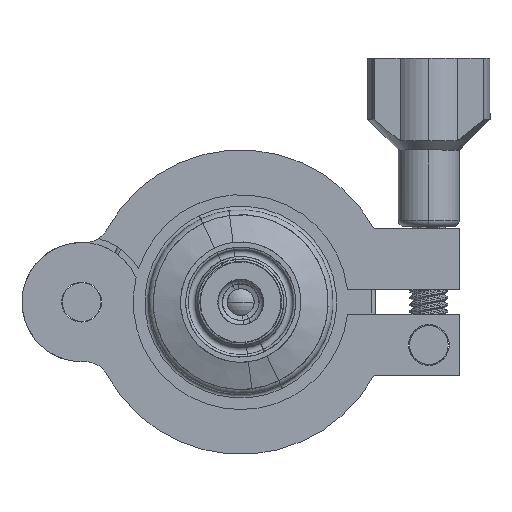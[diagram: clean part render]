
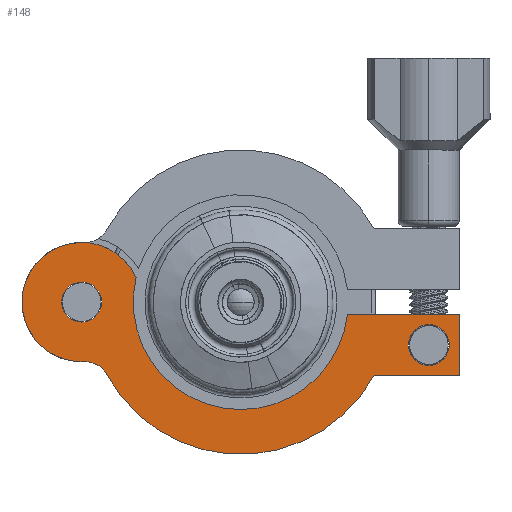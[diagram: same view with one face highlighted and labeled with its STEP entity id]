
A CAD part, front view. The second image highlights one B-rep face of the part: STEP entity #148.
In plain terms, the highlighted face is planar.
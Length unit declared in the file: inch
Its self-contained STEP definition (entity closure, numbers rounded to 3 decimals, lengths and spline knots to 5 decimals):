
#148 = ADVANCED_FACE ( 'NONE', ( #17024, #21779, #11687 ), #4254, .T. ) ;
#169 = CARTESIAN_POINT ( 'NONE',  ( -1.4629, 0., 0.3735 ) ) ;
#552 = CARTESIAN_POINT ( 'NONE',  ( 1.7875, -0.37813, 0.3735 ) ) ;
#651 = CARTESIAN_POINT ( 'NONE',  ( -1.09415, -0.59193, 0.3735 ) ) ;
#810 = EDGE_LOOP ( 'NONE', ( #5924, #1354 ) ) ;
#931 = AXIS2_PLACEMENT_3D ( 'NONE', #3473, #15958, #5235 ) ;
#1223 = CARTESIAN_POINT ( 'NONE',  ( 1.08974, -0.6, 0.3735 ) ) ;
#1354 = ORIENTED_EDGE ( 'NONE', *, *, #11900, .F. ) ;
#1415 = CARTESIAN_POINT ( 'NONE',  ( -0.85492, 0.2, 0.3735 ) ) ;
#1759 = EDGE_CURVE ( 'NONE', #17561, #5020, #3810, .T. ) ;
#2060 = EDGE_CURVE ( 'NONE', #8564, #7730, #21967, .T. ) ;
#2159 = AXIS2_PLACEMENT_3D ( 'NONE', #20207, #9481, #22017 ) ;
#2622 = AXIS2_PLACEMENT_3D ( 'NONE', #21238, #10487, #22998 ) ;
#2684 = VERTEX_POINT ( 'NONE', #651 ) ;
#2847 = CARTESIAN_POINT ( 'NONE',  ( -0.01073, -0.6, 0.3735 ) ) ;
#2860 = DIRECTION ( 'NONE',  ( 0., 0., 1. ) ) ;
#3143 = CARTESIAN_POINT ( 'NONE',  ( 1.70417, -0.35, 0.3735 ) ) ;
#3237 = VECTOR ( 'NONE', #13494, 39.37008 ) ;
#3243 = EDGE_CURVE ( 'NONE', #8429, #9300, #8748, .T. ) ;
#3473 = CARTESIAN_POINT ( 'NONE',  ( -1.29976, 0., 0.3735 ) ) ;
#3699 = CARTESIAN_POINT ( 'NONE',  ( -1.29976, 0., 0.3735 ) ) ;
#3797 = LINE ( 'NONE', #2847, #3237 ) ;
#3810 = CIRCLE ( 'NONE', #2622, 0.48774 ) ;
#4054 = AXIS2_PLACEMENT_3D ( 'NONE', #8126, #20644, #9897 ) ;
#4254 = PLANE ( 'NONE',  #7694 ) ;
#4465 = EDGE_CURVE ( 'NONE', #2684, #15645, #7599, .T. ) ;
#4768 = CIRCLE ( 'NONE', #5997, 0.48774 ) ;
#5020 = VERTEX_POINT ( 'NONE', #20655 ) ;
#5235 = DIRECTION ( 'NONE',  ( -1., 0., 0. ) ) ;
#5248 = CARTESIAN_POINT ( 'NONE',  ( 1.5375, -0.35, 0.3735 ) ) ;
#5451 = DIRECTION ( 'NONE',  ( -1., 0., 0. ) ) ;
#5482 = CARTESIAN_POINT ( 'NONE',  ( -1.13663, 0., 0.3735 ) ) ;
#5924 = ORIENTED_EDGE ( 'NONE', *, *, #16810, .F. ) ;
#5997 = AXIS2_PLACEMENT_3D ( 'NONE', #3699, #16191, #5451 ) ;
#6029 = CARTESIAN_POINT ( 'NONE',  ( -1.80895, -1.25439, 0.3735 ) ) ;
#6284 = DIRECTION ( 'NONE',  ( 0., 0., -1. ) ) ;
#6414 = VECTOR ( 'NONE', #20653, 39.37008 ) ;
#6627 = CIRCLE ( 'NONE', #8352, 0.16667 ) ;
#7042 = DIRECTION ( 'NONE',  ( -1., 0., 0. ) ) ;
#7158 = CARTESIAN_POINT ( 'NONE',  ( 1.37083, -0.35, 0.3735 ) ) ;
#7599 = CIRCLE ( 'NONE', #20465, 1.244 ) ;
#7694 = AXIS2_PLACEMENT_3D ( 'NONE', #6029, #18540, #7812 ) ;
#7730 = VERTEX_POINT ( 'NONE', #21418 ) ;
#7812 = DIRECTION ( 'NONE',  ( 1., 0., 0. ) ) ;
#8126 = CARTESIAN_POINT ( 'NONE',  ( -1.27005, -0.6871, 0.3735 ) ) ;
#8241 = VECTOR ( 'NONE', #12993, 39.37008 ) ;
#8263 = VERTEX_POINT ( 'NONE', #3143 ) ;
#8352 = AXIS2_PLACEMENT_3D ( 'NONE', #5248, #17752, #7042 ) ;
#8429 = VERTEX_POINT ( 'NONE', #169 ) ;
#8564 = VERTEX_POINT ( 'NONE', #16552 ) ;
#8748 = CIRCLE ( 'NONE', #2159, 0.16314 ) ;
#9113 = CIRCLE ( 'NONE', #11669, 0.878 ) ;
#9135 = ORIENTED_EDGE ( 'NONE', *, *, #4465, .T. ) ;
#9300 = VERTEX_POINT ( 'NONE', #5482 ) ;
#9313 = CARTESIAN_POINT ( 'NONE',  ( -1.7875, 0., 0.3735 ) ) ;
#9445 = DIRECTION ( 'NONE',  ( 0., 0., -1. ) ) ;
#9481 = DIRECTION ( 'NONE',  ( 0., 0., -1. ) ) ;
#9503 = EDGE_CURVE ( 'NONE', #7730, #18657, #20670, .T. ) ;
#9762 = EDGE_CURVE ( 'NONE', #9300, #8429, #17305, .T. ) ;
#9897 = DIRECTION ( 'NONE',  ( 1., 0., 0. ) ) ;
#10159 = DIRECTION ( 'NONE',  ( 0., 0., 1. ) ) ;
#10218 = EDGE_LOOP ( 'NONE', ( #15883, #21529, #14148, #22339, #20280, #15773, #13659, #9135, #22161 ) ) ;
#10487 = DIRECTION ( 'NONE',  ( 0., 0., 1. ) ) ;
#10798 = CIRCLE ( 'NONE', #12786, 0.16667 ) ;
#10921 = VERTEX_POINT ( 'NONE', #1415 ) ;
#11123 = CIRCLE ( 'NONE', #21084, 0.878 ) ;
#11583 = ORIENTED_EDGE ( 'NONE', *, *, #3243, .T. ) ;
#11669 = AXIS2_PLACEMENT_3D ( 'NONE', #16980, #6284, #18793 ) ;
#11687 = FACE_OUTER_BOUND ( 'NONE', #10218, .T. ) ;
#11900 = EDGE_CURVE ( 'NONE', #8263, #15252, #10798, .T. ) ;
#12262 = EDGE_LOOP ( 'NONE', ( #11583, #14489 ) ) ;
#12786 = AXIS2_PLACEMENT_3D ( 'NONE', #13509, #2860, #15348 ) ;
#12993 = DIRECTION ( 'NONE',  ( 0., 1., 0. ) ) ;
#13494 = DIRECTION ( 'NONE',  ( 1., 0., 0. ) ) ;
#13509 = CARTESIAN_POINT ( 'NONE',  ( 1.5375, -0.35, 0.3735 ) ) ;
#13639 = VERTEX_POINT ( 'NONE', #15377 ) ;
#13659 = ORIENTED_EDGE ( 'NONE', *, *, #14595, .T. ) ;
#14148 = ORIENTED_EDGE ( 'NONE', *, *, #18260, .T. ) ;
#14489 = ORIENTED_EDGE ( 'NONE', *, *, #9762, .T. ) ;
#14595 = EDGE_CURVE ( 'NONE', #5020, #2684, #17064, .T. ) ;
#14801 = EDGE_CURVE ( 'NONE', #10921, #17561, #4768, .T. ) ;
#15252 = VERTEX_POINT ( 'NONE', #7158 ) ;
#15348 = DIRECTION ( 'NONE',  ( -1., 0., 0. ) ) ;
#15377 = CARTESIAN_POINT ( 'NONE',  ( 0., -0.878, 0.3735 ) ) ;
#15645 = VERTEX_POINT ( 'NONE', #1223 ) ;
#15773 = ORIENTED_EDGE ( 'NONE', *, *, #1759, .T. ) ;
#15883 = ORIENTED_EDGE ( 'NONE', *, *, #2060, .T. ) ;
#15958 = DIRECTION ( 'NONE',  ( 0., 0., -1. ) ) ;
#15998 = EDGE_CURVE ( 'NONE', #13639, #10921, #11123, .T. ) ;
#16191 = DIRECTION ( 'NONE',  ( 0., 0., 1. ) ) ;
#16515 = CARTESIAN_POINT ( 'NONE',  ( 0.87229, -0.1, 0.3735 ) ) ;
#16552 = CARTESIAN_POINT ( 'NONE',  ( 1.7875, -0.6, 0.3735 ) ) ;
#16810 = EDGE_CURVE ( 'NONE', #15252, #8263, #6627, .T. ) ;
#16980 = CARTESIAN_POINT ( 'NONE',  ( 0., 0., 0.3735 ) ) ;
#17024 = FACE_BOUND ( 'NONE', #810, .T. ) ;
#17064 = CIRCLE ( 'NONE', #4054, 0.2 ) ;
#17305 = CIRCLE ( 'NONE', #931, 0.16314 ) ;
#17561 = VERTEX_POINT ( 'NONE', #9313 ) ;
#17752 = DIRECTION ( 'NONE',  ( 0., 0., 1. ) ) ;
#18260 = EDGE_CURVE ( 'NONE', #18657, #13639, #9113, .T. ) ;
#18540 = DIRECTION ( 'NONE',  ( 0., 0., 1. ) ) ;
#18657 = VERTEX_POINT ( 'NONE', #16515 ) ;
#18793 = DIRECTION ( 'NONE',  ( 0., -1., 0. ) ) ;
#18846 = CARTESIAN_POINT ( 'NONE',  ( -0.01073, -0.1, 0.3735 ) ) ;
#19569 = EDGE_CURVE ( 'NONE', #15645, #8564, #3797, .T. ) ;
#20182 = CARTESIAN_POINT ( 'NONE',  ( 0., 0., 0.3735 ) ) ;
#20207 = CARTESIAN_POINT ( 'NONE',  ( -1.29976, 0., 0.3735 ) ) ;
#20280 = ORIENTED_EDGE ( 'NONE', *, *, #14801, .T. ) ;
#20465 = AXIS2_PLACEMENT_3D ( 'NONE', #20902, #10159, #22684 ) ;
#20644 = DIRECTION ( 'NONE',  ( 0., 0., -1. ) ) ;
#20653 = DIRECTION ( 'NONE',  ( -1., 0., 0. ) ) ;
#20655 = CARTESIAN_POINT ( 'NONE',  ( -1.27869, -0.48728, 0.3735 ) ) ;
#20670 = LINE ( 'NONE', #18846, #6414 ) ;
#20902 = CARTESIAN_POINT ( 'NONE',  ( 0., 0., 0.3735 ) ) ;
#21084 = AXIS2_PLACEMENT_3D ( 'NONE', #20182, #9445, #21977 ) ;
#21238 = CARTESIAN_POINT ( 'NONE',  ( -1.29976, 0., 0.3735 ) ) ;
#21418 = CARTESIAN_POINT ( 'NONE',  ( 1.7875, -0.1, 0.3735 ) ) ;
#21529 = ORIENTED_EDGE ( 'NONE', *, *, #9503, .T. ) ;
#21779 = FACE_BOUND ( 'NONE', #12262, .T. ) ;
#21967 = LINE ( 'NONE', #552, #8241 ) ;
#21977 = DIRECTION ( 'NONE',  ( 0., -1., 0. ) ) ;
#22017 = DIRECTION ( 'NONE',  ( -1., 0., 0. ) ) ;
#22161 = ORIENTED_EDGE ( 'NONE', *, *, #19569, .T. ) ;
#22339 = ORIENTED_EDGE ( 'NONE', *, *, #15998, .T. ) ;
#22684 = DIRECTION ( 'NONE',  ( 1., 0., 0. ) ) ;
#22998 = DIRECTION ( 'NONE',  ( -1., 0., 0. ) ) ;
